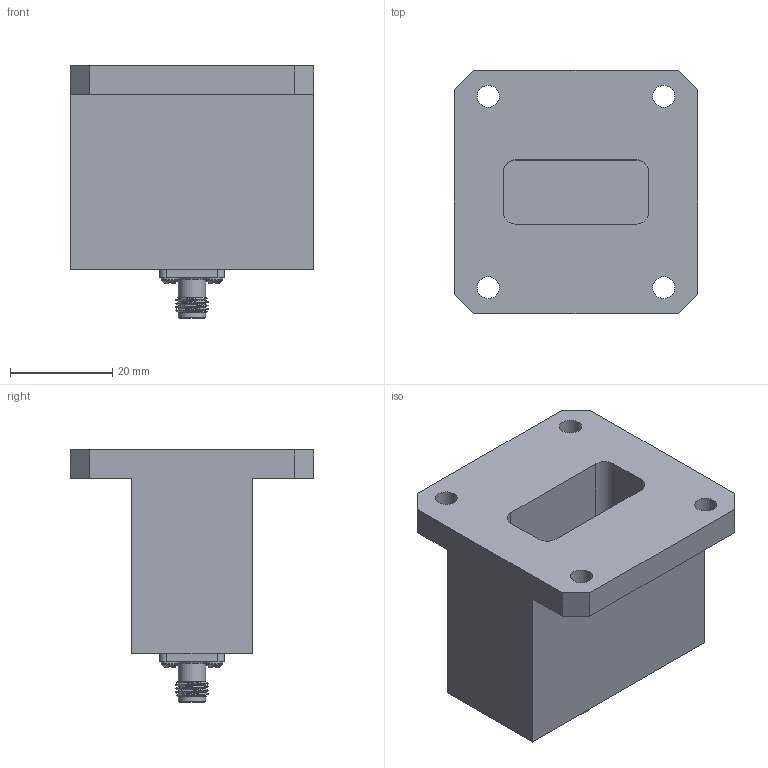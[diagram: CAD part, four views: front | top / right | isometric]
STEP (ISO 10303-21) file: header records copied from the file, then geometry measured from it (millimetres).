
FILE_DESCRIPTION (( 'STEP AP203' ), '1' );
FILE_NAME ('FMWCA9865_3D.step', '2022-03-17T14:20:11', ( '' ), ( '' ), 'SwSTEP 2.0', 'SolidWorks 2021', '' );
FILE_SCHEMA (( 'CONFIG_CONTROL_DESIGN' ));
Length unit declared in the file: inch
Products named in the file (1): FMWCA9865_3D
Bounding box: 47.62 x 47.62 x 49.33 mm (x, y, z)
Volume: 37459.5 mm3; surface area: 14051.1 mm2
Topology: 1 solids, 5 shells, 184 faces, 467 edges, 310 vertices
Faces by surface type: plane 107, cylinder 31, bspline 23, cone 22, torus 1
Full cylindrical faces by diameter (mm): 0.914 x1, 1.016 x1, 1.168 x1, 2.578 x4, 3.454 x4, 4.293 x4, 4.521 x1, 5.334 x2
Entity records: 12551 total; most frequent: CARTESIAN_POINT 8465, ORIENTED_EDGE 870, DIRECTION 698, EDGE_CURVE 435, VERTEX_POINT 305, AXIS2_PLACEMENT_3D 259, EDGE_LOOP 244, FACE_OUTER_BOUND 207
